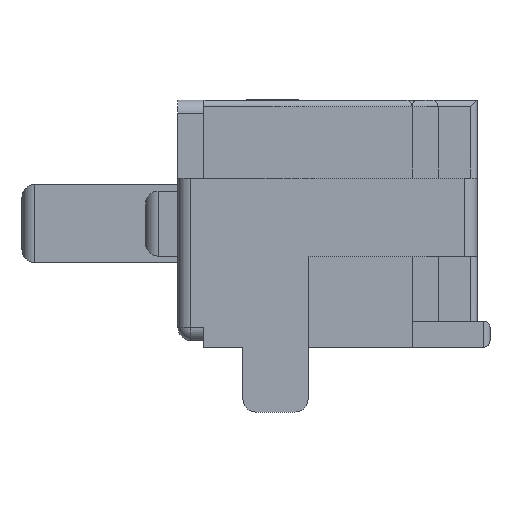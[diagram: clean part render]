
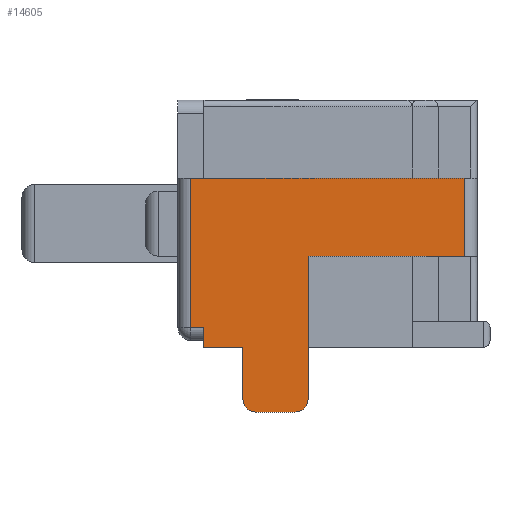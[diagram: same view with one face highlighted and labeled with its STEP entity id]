
A CAD part, left-side view. The second image highlights one B-rep face of the part: STEP entity #14605.
In plain terms, the highlighted planar face has unit normal (-1, 0, 0).
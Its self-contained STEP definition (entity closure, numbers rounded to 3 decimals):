
#23 = CARTESIAN_POINT ( 'NONE',  ( -2.35, 1.8, -1.9 ) ) ;
#374 = ORIENTED_EDGE ( 'NONE', *, *, #14886, .F. ) ;
#457 = LINE ( 'NONE', #18636, #8569 ) ;
#515 = DIRECTION ( 'NONE',  ( 0., 0., -1. ) ) ;
#804 = EDGE_CURVE ( 'NONE', #1237, #5939, #11444, .T. ) ;
#884 = VERTEX_POINT ( 'NONE', #2598 ) ;
#1237 = VERTEX_POINT ( 'NONE', #4920 ) ;
#1569 = VERTEX_POINT ( 'NONE', #1739 ) ;
#1617 = DIRECTION ( 'NONE',  ( 0., 1., 0. ) ) ;
#1682 = LINE ( 'NONE', #7709, #8421 ) ;
#1739 = CARTESIAN_POINT ( 'NONE',  ( -2.35, 0.1, -0.6 ) ) ;
#2286 = LINE ( 'NONE', #8327, #18356 ) ;
#2396 = EDGE_CURVE ( 'NONE', #6028, #13680, #18764, .T. ) ;
#2598 = CARTESIAN_POINT ( 'NONE',  ( -2.35, 0.1, -1.2 ) ) ;
#2872 = ORIENTED_EDGE ( 'NONE', *, *, #8876, .F. ) ;
#2908 = CARTESIAN_POINT ( 'NONE',  ( -2.35, 1.4, -2.4 ) ) ;
#2911 = CARTESIAN_POINT ( 'NONE',  ( -2.35, 0., -0.6 ) ) ;
#3023 = CARTESIAN_POINT ( 'NONE',  ( -2.35, 1.3, -2.3 ) ) ;
#3026 = VECTOR ( 'NONE', #7137, 1000. ) ;
#3068 = CARTESIAN_POINT ( 'NONE',  ( -2.35, 0.1, -1.9 ) ) ;
#3333 = VERTEX_POINT ( 'NONE', #14891 ) ;
#3335 = VECTOR ( 'NONE', #17001, 1000. ) ;
#3644 = DIRECTION ( 'NONE',  ( 1., 0., 0. ) ) ;
#3737 = VECTOR ( 'NONE', #15116, 1000. ) ;
#4000 = VERTEX_POINT ( 'NONE', #3023 ) ;
#4365 = LINE ( 'NONE', #3068, #13535 ) ;
#4793 = CARTESIAN_POINT ( 'NONE',  ( -2.35, 2.1, -1.9 ) ) ;
#4897 = CARTESIAN_POINT ( 'NONE',  ( -2.35, 1.7, -2.3 ) ) ;
#4920 = CARTESIAN_POINT ( 'NONE',  ( -2.35, 2.2, -0.6 ) ) ;
#5388 = CARTESIAN_POINT ( 'NONE',  ( -2.35, 1.7, -2.4 ) ) ;
#5875 = VECTOR ( 'NONE', #6380, 1000. ) ;
#5939 = VERTEX_POINT ( 'NONE', #17018 ) ;
#5995 = EDGE_CURVE ( 'NONE', #10721, #13680, #10614, .T. ) ;
#6008 = ORIENTED_EDGE ( 'NONE', *, *, #9052, .F. ) ;
#6028 = VERTEX_POINT ( 'NONE', #12849 ) ;
#6380 = DIRECTION ( 'NONE',  ( 0., 1., 0. ) ) ;
#6699 = DIRECTION ( 'NONE',  ( 0., -1., 0. ) ) ;
#6741 = VERTEX_POINT ( 'NONE', #4793 ) ;
#6806 = AXIS2_PLACEMENT_3D ( 'NONE', #9604, #3644, #9887 ) ;
#6925 = ORIENTED_EDGE ( 'NONE', *, *, #13038, .T. ) ;
#7137 = DIRECTION ( 'NONE',  ( 0., 1., 0. ) ) ;
#7334 = LINE ( 'NONE', #8629, #3026 ) ;
#7336 = ORIENTED_EDGE ( 'NONE', *, *, #804, .T. ) ;
#7709 = CARTESIAN_POINT ( 'NONE',  ( -2.35, 1.8, -1.9 ) ) ;
#7996 = PLANE ( 'NONE',  #6806 ) ;
#8327 = CARTESIAN_POINT ( 'NONE',  ( -2.35, 2.1, -1.95 ) ) ;
#8421 = VECTOR ( 'NONE', #18138, 1000. ) ;
#8569 = VECTOR ( 'NONE', #6699, 1000. ) ;
#8629 = CARTESIAN_POINT ( 'NONE',  ( -2.35, 1.3, -1.2 ) ) ;
#8876 = EDGE_CURVE ( 'NONE', #8888, #6741, #15010, .T. ) ;
#8888 = VERTEX_POINT ( 'NONE', #23 ) ;
#9052 = EDGE_CURVE ( 'NONE', #6741, #10306, #2286, .T. ) ;
#9604 = CARTESIAN_POINT ( 'NONE',  ( -2.35, 0., -1.9 ) ) ;
#9652 = EDGE_CURVE ( 'NONE', #5939, #10306, #457, .T. ) ;
#9887 = DIRECTION ( 'NONE',  ( 0., 0., -1. ) ) ;
#10306 = VERTEX_POINT ( 'NONE', #12391 ) ;
#10614 = LINE ( 'NONE', #13670, #5875 ) ;
#10653 = DIRECTION ( 'NONE',  ( 0., 0., -1. ) ) ;
#10721 = VERTEX_POINT ( 'NONE', #2908 ) ;
#10963 = CARTESIAN_POINT ( 'NONE',  ( -2.35, 1.3, -1.9 ) ) ;
#11069 = LINE ( 'NONE', #10963, #3335 ) ;
#11242 = CIRCLE ( 'NONE', #14402, 0.1 ) ;
#11444 = LINE ( 'NONE', #11530, #15381 ) ;
#11530 = CARTESIAN_POINT ( 'NONE',  ( -2.35, 2.2, -1.9 ) ) ;
#12127 = DIRECTION ( 'NONE',  ( -1., 0., 0. ) ) ;
#12391 = CARTESIAN_POINT ( 'NONE',  ( -2.35, 2.1, -1.75 ) ) ;
#12748 = AXIS2_PLACEMENT_3D ( 'NONE', #4897, #14033, #16911 ) ;
#12844 = EDGE_LOOP ( 'NONE', ( #13201, #14858, #19315, #7336, #17438, #6008, #2872, #12868, #19093, #16554, #6925, #374 ) ) ;
#12849 = CARTESIAN_POINT ( 'NONE',  ( -2.35, 1.8, -2.3 ) ) ;
#12868 = ORIENTED_EDGE ( 'NONE', *, *, #15376, .F. ) ;
#12948 = VECTOR ( 'NONE', #1617, 1000. ) ;
#13038 = EDGE_CURVE ( 'NONE', #10721, #4000, #11242, .T. ) ;
#13201 = ORIENTED_EDGE ( 'NONE', *, *, #15108, .F. ) ;
#13235 = CARTESIAN_POINT ( 'NONE',  ( -2.35, 0., -1.9 ) ) ;
#13396 = DIRECTION ( 'NONE',  ( 0., 0., 1. ) ) ;
#13535 = VECTOR ( 'NONE', #13396, 1000. ) ;
#13615 = CARTESIAN_POINT ( 'NONE',  ( -2.35, 1.4, -2.3 ) ) ;
#13670 = CARTESIAN_POINT ( 'NONE',  ( -2.35, 1.8, -2.4 ) ) ;
#13680 = VERTEX_POINT ( 'NONE', #5388 ) ;
#14033 = DIRECTION ( 'NONE',  ( -1., 0., 0. ) ) ;
#14268 = FACE_OUTER_BOUND ( 'NONE', #12844, .T. ) ;
#14402 = AXIS2_PLACEMENT_3D ( 'NONE', #13615, #12127, #10653 ) ;
#14605 = ADVANCED_FACE ( 'NONE', ( #14268 ), #7996, .F. ) ;
#14858 = ORIENTED_EDGE ( 'NONE', *, *, #19153, .T. ) ;
#14886 = EDGE_CURVE ( 'NONE', #3333, #4000, #11069, .T. ) ;
#14891 = CARTESIAN_POINT ( 'NONE',  ( -2.35, 1.3, -1.2 ) ) ;
#15010 = LINE ( 'NONE', #13235, #12948 ) ;
#15108 = EDGE_CURVE ( 'NONE', #884, #3333, #7334, .T. ) ;
#15116 = DIRECTION ( 'NONE',  ( 0., -1., 0. ) ) ;
#15376 = EDGE_CURVE ( 'NONE', #6028, #8888, #1682, .T. ) ;
#15381 = VECTOR ( 'NONE', #515, 1000. ) ;
#16521 = LINE ( 'NONE', #2911, #3737 ) ;
#16554 = ORIENTED_EDGE ( 'NONE', *, *, #5995, .F. ) ;
#16911 = DIRECTION ( 'NONE',  ( 0., 0., -1. ) ) ;
#17001 = DIRECTION ( 'NONE',  ( 0., 0., -1. ) ) ;
#17018 = CARTESIAN_POINT ( 'NONE',  ( -2.35, 2.2, -1.75 ) ) ;
#17291 = DIRECTION ( 'NONE',  ( 0., 0., 1. ) ) ;
#17438 = ORIENTED_EDGE ( 'NONE', *, *, #9652, .T. ) ;
#18138 = DIRECTION ( 'NONE',  ( 0., 0., 1. ) ) ;
#18356 = VECTOR ( 'NONE', #17291, 1000. ) ;
#18525 = EDGE_CURVE ( 'NONE', #1237, #1569, #16521, .T. ) ;
#18636 = CARTESIAN_POINT ( 'NONE',  ( -2.35, 0., -1.75 ) ) ;
#18764 = CIRCLE ( 'NONE', #12748, 0.1 ) ;
#19093 = ORIENTED_EDGE ( 'NONE', *, *, #2396, .T. ) ;
#19153 = EDGE_CURVE ( 'NONE', #884, #1569, #4365, .T. ) ;
#19315 = ORIENTED_EDGE ( 'NONE', *, *, #18525, .F. ) ;
